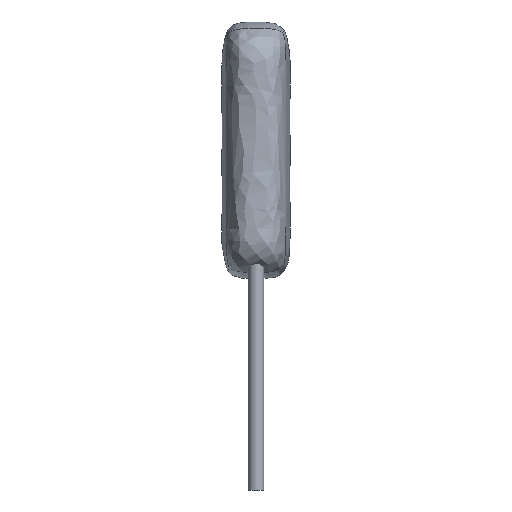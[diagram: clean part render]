
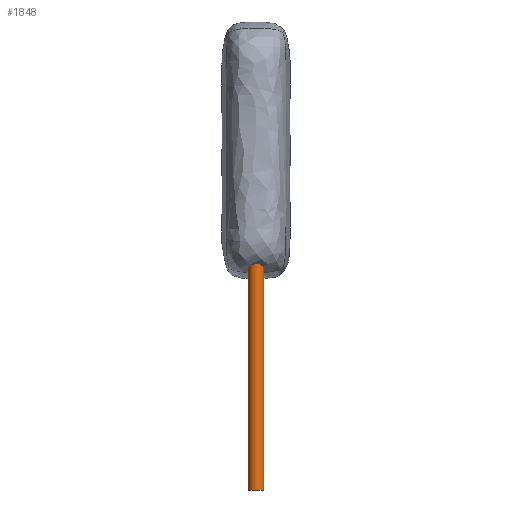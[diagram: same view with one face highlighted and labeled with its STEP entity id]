
A CAD part, left-side view. The second image highlights one B-rep face of the part: STEP entity #1848.
In plain terms, the highlighted cylindrical face has radius 0.3 mm (diameter 0.6 mm), a full revolution.
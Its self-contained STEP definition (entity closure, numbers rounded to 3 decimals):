
#1848 = ADVANCED_FACE('',(#1849),#1876,.T.);
#1849 = FACE_BOUND('',#1850,.F.);
#1850 = EDGE_LOOP('',(#1851,#1861,#1868,#1869));
#1851 = ORIENTED_EDGE('',*,*,#1852,.T.);
#1852 = EDGE_CURVE('',#1853,#1855,#1857,.T.);
#1853 = VERTEX_POINT('',#1854);
#1854 = CARTESIAN_POINT('',(-2.2,0.,-6.));
#1855 = VERTEX_POINT('',#1856);
#1856 = CARTESIAN_POINT('',(-2.2,0.,4.));
#1857 = LINE('',#1858,#1859);
#1858 = CARTESIAN_POINT('',(-2.2,0.,-6.));
#1859 = VECTOR('',#1860,1.);
#1860 = DIRECTION('',(0.,0.,1.));
#1861 = ORIENTED_EDGE('',*,*,#1862,.T.);
#1862 = EDGE_CURVE('',#1855,#1855,#1863,.T.);
#1863 = CIRCLE('',#1864,0.3);
#1864 = AXIS2_PLACEMENT_3D('',#1865,#1866,#1867);
#1865 = CARTESIAN_POINT('',(-2.5,0.,4.));
#1866 = DIRECTION('',(0.,0.,1.));
#1867 = DIRECTION('',(1.,0.,0.));
#1868 = ORIENTED_EDGE('',*,*,#1852,.F.);
#1869 = ORIENTED_EDGE('',*,*,#1870,.F.);
#1870 = EDGE_CURVE('',#1853,#1853,#1871,.T.);
#1871 = CIRCLE('',#1872,0.3);
#1872 = AXIS2_PLACEMENT_3D('',#1873,#1874,#1875);
#1873 = CARTESIAN_POINT('',(-2.5,0.,-6.));
#1874 = DIRECTION('',(0.,0.,1.));
#1875 = DIRECTION('',(1.,0.,0.));
#1876 = CYLINDRICAL_SURFACE('',#1877,0.3);
#1877 = AXIS2_PLACEMENT_3D('',#1878,#1879,#1880);
#1878 = CARTESIAN_POINT('',(-2.5,0.,-6.));
#1879 = DIRECTION('',(-0.,-0.,-1.));
#1880 = DIRECTION('',(1.,0.,0.));
